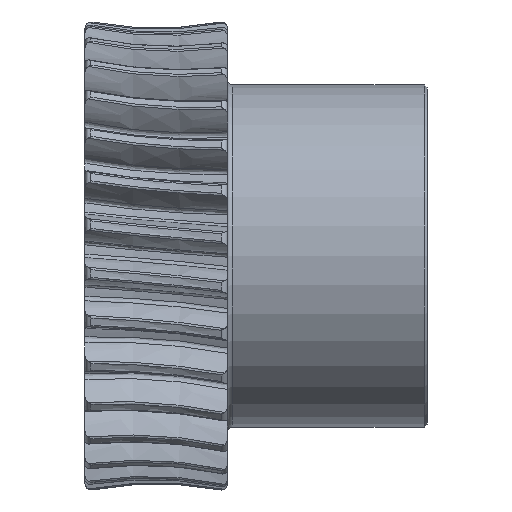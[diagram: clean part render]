
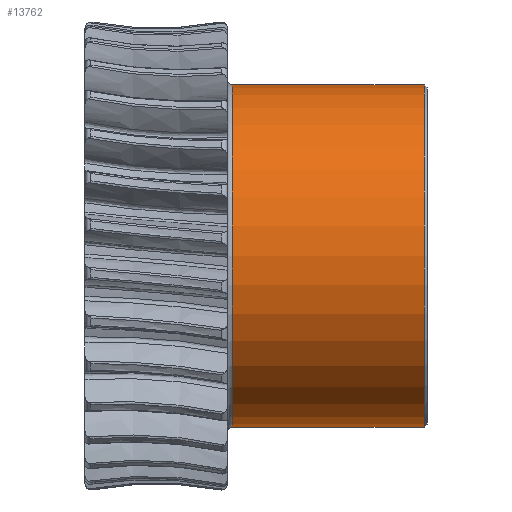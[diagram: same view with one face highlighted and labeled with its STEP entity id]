
A CAD part, top view. The second image highlights one B-rep face of the part: STEP entity #13762.
In plain terms, the highlighted cylindrical face has radius 6 mm (diameter 12 mm), a partial arc.
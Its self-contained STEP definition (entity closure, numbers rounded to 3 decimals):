
#2090=DIRECTION('',(-1.,0.,0.));
#2091=VECTOR('',#2090,6.725);
#2092=CARTESIAN_POINT('',(9.4,-6.,0.));
#2093=LINE('',#2092,#2091);
#2105=DIRECTION('',(-1.,0.,0.));
#2106=VECTOR('',#2105,6.725);
#2107=CARTESIAN_POINT('',(9.4,6.,0.));
#2108=LINE('',#2107,#2106);
#3808=CARTESIAN_POINT('',(2.675,0.,0.));
#3809=DIRECTION('',(1.,0.,0.));
#3810=DIRECTION('',(0.,1.,0.));
#3811=AXIS2_PLACEMENT_3D('',#3808,#3809,#3810);
#3816=CARTESIAN_POINT('',(9.4,0.,0.));
#3817=DIRECTION('',(1.,0.,0.));
#3818=DIRECTION('',(0.,1.,0.));
#3819=AXIS2_PLACEMENT_3D('',#3816,#3817,#3818);
#11863=CARTESIAN_POINT('',(9.4,6.,0.));
#11865=VERTEX_POINT('',#11863);
#11867=CARTESIAN_POINT('',(9.4,-6.,0.));
#11869=VERTEX_POINT('',#11867);
#11888=CARTESIAN_POINT('',(2.675,-6.,0.));
#11889=CARTESIAN_POINT('',(2.675,6.,0.));
#11890=VERTEX_POINT('',#11888);
#11891=VERTEX_POINT('',#11889);
#13751=CARTESIAN_POINT('',(2.15,0.,0.));
#13752=DIRECTION('',(1.,0.,0.));
#13753=DIRECTION('',(0.,-1.,0.));
#13754=AXIS2_PLACEMENT_3D('',#13751,#13752,#13753);
#13755=CYLINDRICAL_SURFACE('',#13754,6.);
#13756=ORIENTED_EDGE('',*,*,#13745,.F.);
#13757=ORIENTED_EDGE('',*,*,#13332,.F.);
#13758=ORIENTED_EDGE('',*,*,#13304,.T.);
#13759=ORIENTED_EDGE('',*,*,#13329,.T.);
#13760=EDGE_LOOP('',(#13756,#13757,#13758,#13759));
#13761=FACE_OUTER_BOUND('',#13760,.F.);
#3812=CIRCLE('',#3811,6.);
#3820=CIRCLE('',#3819,6.);
#13304=EDGE_CURVE('',#11865,#11869,#3820,.T.);
#13329=EDGE_CURVE('',#11869,#11890,#2093,.T.);
#13332=EDGE_CURVE('',#11865,#11891,#2108,.T.);
#13745=EDGE_CURVE('',#11891,#11890,#3812,.T.);
#13762=ADVANCED_FACE('',(#13761),#13755,.T.);
